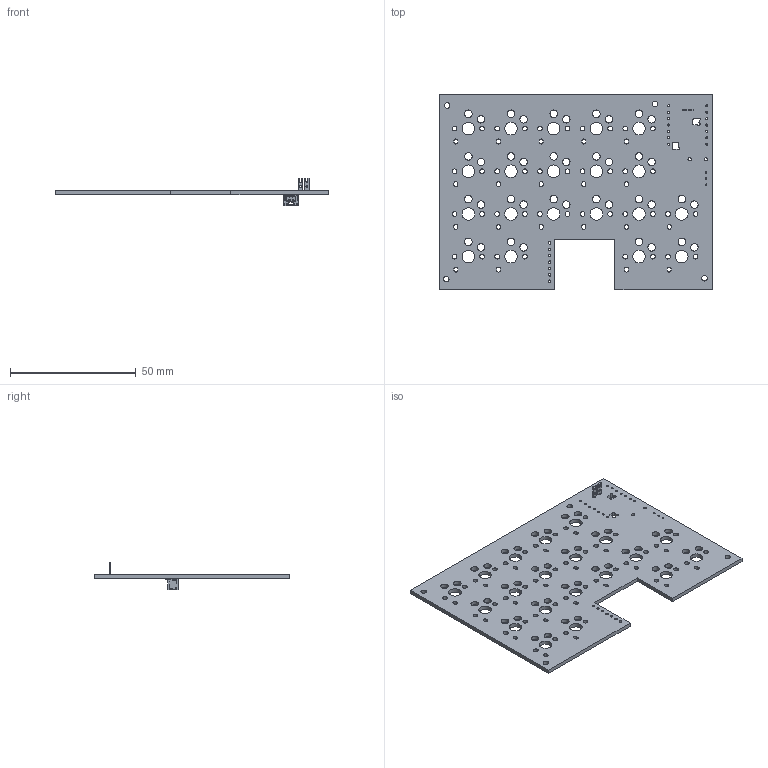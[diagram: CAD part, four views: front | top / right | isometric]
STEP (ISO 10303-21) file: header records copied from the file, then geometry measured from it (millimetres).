
FILE_DESCRIPTION(('KiCad electronic assembly'),'2;1');
FILE_NAME('robagridarray_R PCB.step','2025-03-22T17:47:18',('Pcbnew'),( 'Kicad'),'Open CASCADE STEP processor 7.8','KiCad to STEP converter' ,'Unknown');
FILE_SCHEMA(('AUTOMOTIVE_DESIGN { 1 0 10303 214 1 1 1 1 }'));
Length unit declared in the file: millimetre
Products named in the file (6): robagridarray_R PCB 1; Pin_D0.7mm_L6.5mm_W1.8mm_FlatFork; Pin_d0.7mm_L6.5mm_W1.8mm_FlatFork; JST_GH_SM02B-GHS-TB_1x02-1MP_P1.25mm_Horizontal; JST_SM02B_GHS_TB; _autosave-GA17_LP_LB_L_PCB
Assembly tree (6 placements, depth 3):
  robagridarray_R PCB 1
    Pin_D0.7mm_L6.5mm_W1.8mm_FlatFork  x2
      Pin_d0.7mm_L6.5mm_W1.8mm_FlatFork
    JST_GH_SM02B-GHS-TB_1x02-1MP_P1.25mm_Horizontal
      JST_SM02B_GHS_TB
    _autosave-GA17_LP_LB_L_PCB
Bounding box: 109 x 78 x 10.95 mm (x, y, z)
Volume: 11487.8 mm3; surface area: 17064.9 mm2
Topology: 4 solids, 4 shells, 428 faces, 1238 edges, 824 vertices
Faces by surface type: plane 234, cylinder 194
Full cylindrical faces by diameter (mm): 0.7 x2, 0.8 x2, 0.813 x14, 1 x7, 1.3 x2, 1.9 x40, 2.2 x4, 3 x40, 5 x20
Entity records: 15441 total; most frequent: DIRECTION 2421, CARTESIAN_POINT 2417, ORIENTED_EDGE 2398, EDGE_CURVE 1199, LINE 817, VECTOR 817, AXIS2_PLACEMENT_3D 802, VERTEX_POINT 798
